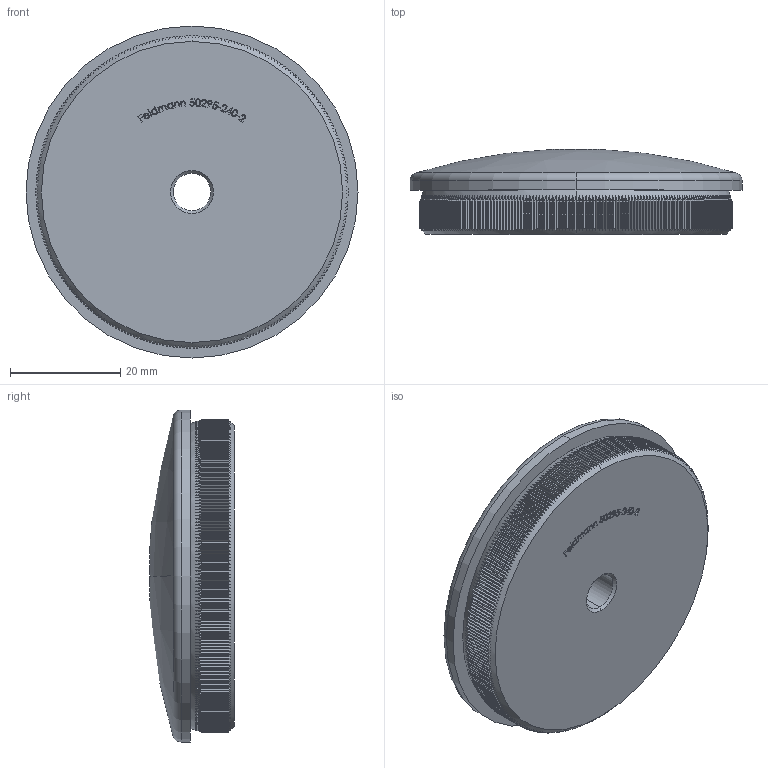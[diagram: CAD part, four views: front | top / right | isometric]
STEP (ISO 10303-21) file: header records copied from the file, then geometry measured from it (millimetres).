
FILE_DESCRIPTION (( 'STEP AP203' ), '1' );
FILE_NAME ('50295-240-2.STEP', '2018-11-29T08:55:56', ( '' ), ( '' ), 'SwSTEP 2.0', 'SolidWorks 2015', '' );
FILE_SCHEMA (( 'CONFIG_CONTROL_DESIGN' ));
Length unit declared in the file: millimetre
Products named in the file (1): 50295-240-2
Bounding box: 60.3 x 15.4 x 60.3 mm (x, y, z)
Volume: 34018.5 mm3; surface area: 8614.2 mm2
Topology: 1 solids, 1 shells, 1131 faces, 3299 edges, 2196 vertices
Faces by surface type: plane 716, cylinder 294, bspline 109, cone 8, torus 2, sphere 2
Entity records: 44786 total; most frequent: CARTESIAN_POINT 17216, ORIENTED_EDGE 6598, DIRECTION 4573, EDGE_CURVE 3299, VERTEX_POINT 2196, AXIS2_PLACEMENT_3D 1629, B_SPLINE_CURVE_WITH_KNOTS 1378, VECTOR 1315
